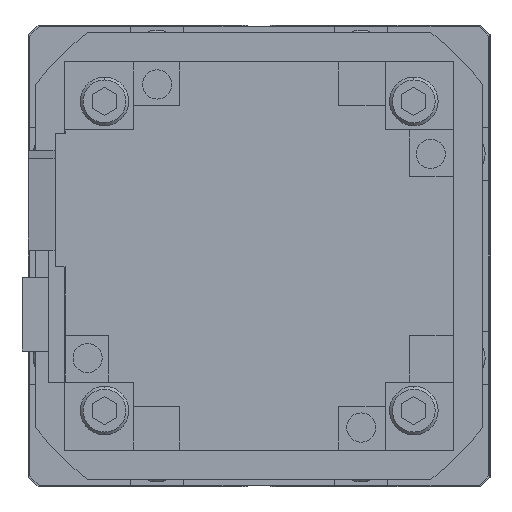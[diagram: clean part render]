
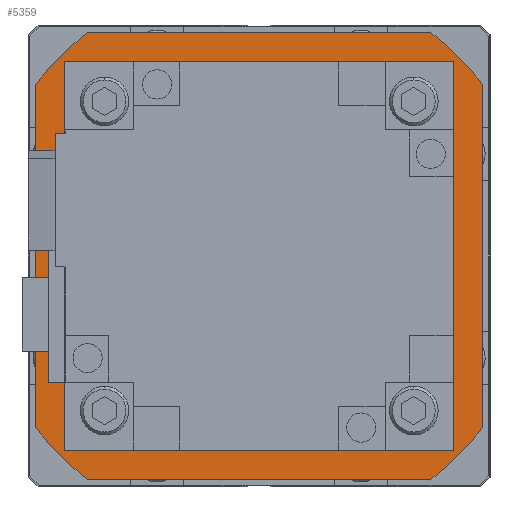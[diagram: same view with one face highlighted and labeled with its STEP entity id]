
A CAD part, left-side view. The second image highlights one B-rep face of the part: STEP entity #5359.
In plain terms, the highlighted face is planar.
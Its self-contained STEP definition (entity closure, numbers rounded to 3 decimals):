
#505 = CARTESIAN_POINT ( 'NONE',  ( 116.5, 46., -35.327 ) ) ;
#1572 = AXIS2_PLACEMENT_3D ( 'NONE', #23437, #26447, #26284 ) ;
#2891 = AXIS2_PLACEMENT_3D ( 'NONE', #12047, #12381, #33142 ) ;
#3824 = CARTESIAN_POINT ( 'NONE',  ( 116.5, 46., -35.327 ) ) ;
#3847 = LINE ( 'NONE', #21727, #27441 ) ;
#3903 = EDGE_CURVE ( 'NONE', #7143, #25117, #20519, .T. ) ;
#4984 = AXIS2_PLACEMENT_3D ( 'NONE', #26995, #21769, #18728 ) ;
#5359 = ADVANCED_FACE ( 'NONE', ( #29171 ), #23923, .T. ) ;
#5714 = CARTESIAN_POINT ( 'NONE',  ( 116.5, 0., 0. ) ) ;
#6049 = EDGE_CURVE ( 'NONE', #8056, #7414, #12421, .T. ) ;
#6486 = EDGE_CURVE ( 'NONE', #28087, #7143, #22296, .T. ) ;
#6528 = AXIS2_PLACEMENT_3D ( 'NONE', #21555, #13642, #8240 ) ;
#7143 = VERTEX_POINT ( 'NONE', #25058 ) ;
#7327 = ORIENTED_EDGE ( 'NONE', *, *, #6049, .T. ) ;
#7414 = VERTEX_POINT ( 'NONE', #24009 ) ;
#7893 = CARTESIAN_POINT ( 'NONE',  ( 116.5, -35.327, -46. ) ) ;
#7909 = ORIENTED_EDGE ( 'NONE', *, *, #23051, .T. ) ;
#8056 = VERTEX_POINT ( 'NONE', #7893 ) ;
#8240 = DIRECTION ( 'NONE',  ( 0., 1., 0. ) ) ;
#9416 = DIRECTION ( 'NONE',  ( 0., 0., -1. ) ) ;
#10499 = DIRECTION ( 'NONE',  ( 0., 1., 0. ) ) ;
#11175 = ORIENTED_EDGE ( 'NONE', *, *, #27120, .T. ) ;
#11814 = ORIENTED_EDGE ( 'NONE', *, *, #20878, .T. ) ;
#12047 = CARTESIAN_POINT ( 'NONE',  ( 116.5, 0., 0. ) ) ;
#12381 = DIRECTION ( 'NONE',  ( 1., 0., 0. ) ) ;
#12421 = LINE ( 'NONE', #30309, #32926 ) ;
#13642 = DIRECTION ( 'NONE',  ( 1., 0., 0. ) ) ;
#13905 = CARTESIAN_POINT ( 'NONE',  ( 116.5, -46., 35.327 ) ) ;
#15325 = ORIENTED_EDGE ( 'NONE', *, *, #27612, .T. ) ;
#15392 = VECTOR ( 'NONE', #28124, 1000. ) ;
#15988 = VERTEX_POINT ( 'NONE', #3824 ) ;
#16280 = CIRCLE ( 'NONE', #4984, 58. ) ;
#16607 = VERTEX_POINT ( 'NONE', #13905 ) ;
#17438 = CIRCLE ( 'NONE', #2891, 58. ) ;
#17509 = CARTESIAN_POINT ( 'NONE',  ( 116.5, 46., 35.327 ) ) ;
#17732 = DIRECTION ( 'NONE',  ( 0., 0., 1. ) ) ;
#17883 = VECTOR ( 'NONE', #17732, 1000. ) ;
#18697 = DIRECTION ( 'NONE',  ( 1., 0., 0. ) ) ;
#18728 = DIRECTION ( 'NONE',  ( 0., 0., -1. ) ) ;
#18915 = VERTEX_POINT ( 'NONE', #29451 ) ;
#20519 = LINE ( 'NONE', #25577, #15392 ) ;
#20714 = EDGE_LOOP ( 'NONE', ( #30370, #31307, #7909, #11814, #15325, #7327, #27888, #11175 ) ) ;
#20743 = EDGE_CURVE ( 'NONE', #7414, #15988, #25287, .T. ) ;
#20878 = EDGE_CURVE ( 'NONE', #16607, #18915, #3847, .T. ) ;
#21555 = CARTESIAN_POINT ( 'NONE',  ( 116.5, 0., 0. ) ) ;
#21727 = CARTESIAN_POINT ( 'NONE',  ( 116.5, -46., 35.327 ) ) ;
#21769 = DIRECTION ( 'NONE',  ( 1., 0., 0. ) ) ;
#22296 = CIRCLE ( 'NONE', #32011, 58. ) ;
#22954 = LINE ( 'NONE', #505, #17883 ) ;
#23051 = EDGE_CURVE ( 'NONE', #25117, #16607, #17438, .T. ) ;
#23437 = CARTESIAN_POINT ( 'NONE',  ( 116.5, 0., 0. ) ) ;
#23923 = PLANE ( 'NONE',  #6528 ) ;
#24009 = CARTESIAN_POINT ( 'NONE',  ( 116.5, 35.327, -46. ) ) ;
#25058 = CARTESIAN_POINT ( 'NONE',  ( 116.5, 35.327, 46. ) ) ;
#25117 = VERTEX_POINT ( 'NONE', #29094 ) ;
#25287 = CIRCLE ( 'NONE', #1572, 58. ) ;
#25577 = CARTESIAN_POINT ( 'NONE',  ( 116.5, 35.327, 46. ) ) ;
#26284 = DIRECTION ( 'NONE',  ( 0., 0., -1. ) ) ;
#26447 = DIRECTION ( 'NONE',  ( 1., 0., 0. ) ) ;
#26630 = DIRECTION ( 'NONE',  ( 0., 0., -1. ) ) ;
#26995 = CARTESIAN_POINT ( 'NONE',  ( 116.5, 0., 0. ) ) ;
#27120 = EDGE_CURVE ( 'NONE', #15988, #28087, #22954, .T. ) ;
#27441 = VECTOR ( 'NONE', #9416, 1000. ) ;
#27612 = EDGE_CURVE ( 'NONE', #18915, #8056, #16280, .T. ) ;
#27888 = ORIENTED_EDGE ( 'NONE', *, *, #20743, .T. ) ;
#28087 = VERTEX_POINT ( 'NONE', #17509 ) ;
#28124 = DIRECTION ( 'NONE',  ( 0., -1., 0. ) ) ;
#29094 = CARTESIAN_POINT ( 'NONE',  ( 116.5, -35.327, 46. ) ) ;
#29171 = FACE_OUTER_BOUND ( 'NONE', #20714, .T. ) ;
#29451 = CARTESIAN_POINT ( 'NONE',  ( 116.5, -46., -35.327 ) ) ;
#30309 = CARTESIAN_POINT ( 'NONE',  ( 116.5, -35.327, -46. ) ) ;
#30370 = ORIENTED_EDGE ( 'NONE', *, *, #6486, .T. ) ;
#31307 = ORIENTED_EDGE ( 'NONE', *, *, #3903, .T. ) ;
#32011 = AXIS2_PLACEMENT_3D ( 'NONE', #5714, #18697, #26630 ) ;
#32926 = VECTOR ( 'NONE', #10499, 1000. ) ;
#33142 = DIRECTION ( 'NONE',  ( 0., 0., -1. ) ) ;
